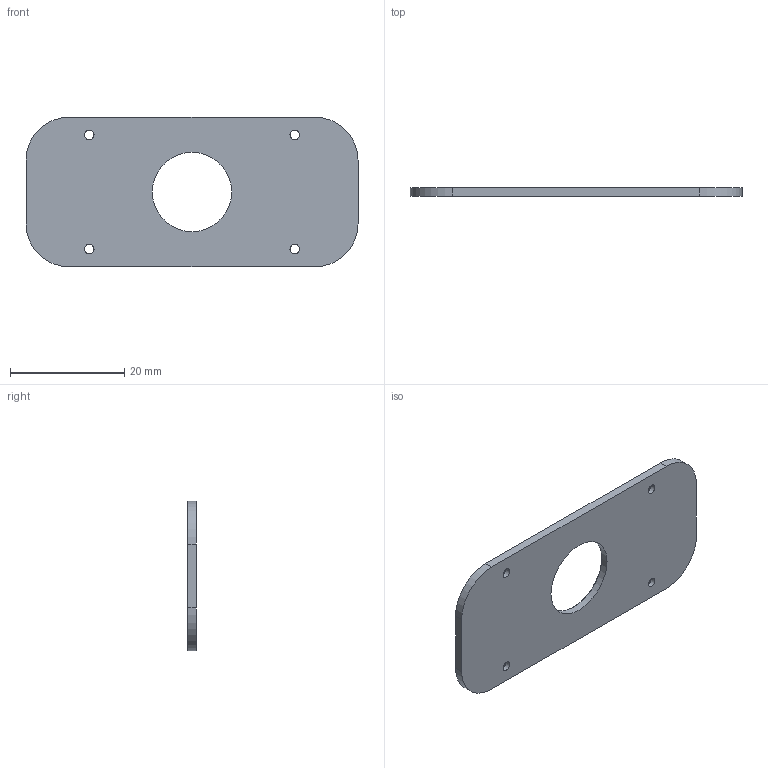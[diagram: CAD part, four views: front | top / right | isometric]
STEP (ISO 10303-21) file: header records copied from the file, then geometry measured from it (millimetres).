
FILE_DESCRIPTION(/* description */ (''),/* implementation_level */ '2;1');
FILE_NAME(/* name */ 'Camera Case Lid.step',/* time_stamp */ '2021-08-07T16:11:30+02:00',/* author */ (''),/* organization */ (''),/* preprocessor_version */ 'ST-DEVELOPER v18.1',/* originating_system */ 'Autodesk Translation Framework v10.9.0.1377',/* authorisation */ '');
FILE_SCHEMA (('AUTOMOTIVE_DESIGN { 1 0 10303 214 3 1 1 }'));
Length unit declared in the file: millimetre
Products named in the file (2): Camera Case; Camera Case Lid
Assembly tree (1 placements, depth 2):
  Camera Case
    Camera Case Lid
Bounding box: 58.2 x 1.5 x 26.2 mm (x, y, z)
Volume: 1968.9 mm3; surface area: 2952.5 mm2
Topology: 1 solids, 1 shells, 20 faces, 49 edges, 31 vertices
Faces by surface type: cylinder 9, plane 6, cone 5
Full cylindrical faces by diameter (mm): 1.65 x4, 13.9 x1
Entity records: 669 total; most frequent: DIRECTION 118, CARTESIAN_POINT 103, ORIENTED_EDGE 98, EDGE_CURVE 49, AXIS2_PLACEMENT_3D 46, VERTEX_POINT 31, EDGE_LOOP 30, LINE 26
